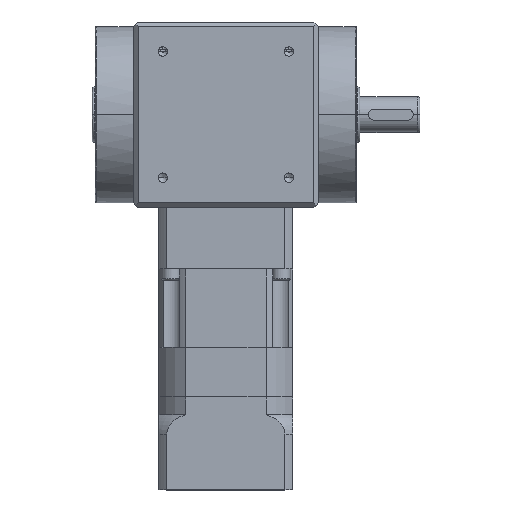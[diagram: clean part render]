
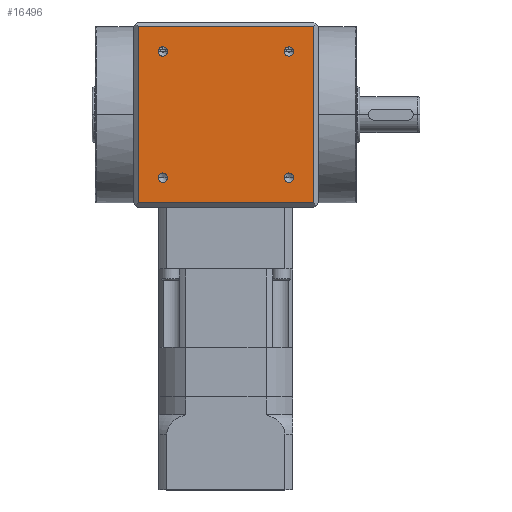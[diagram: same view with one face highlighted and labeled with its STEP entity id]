
A CAD part, top view. The second image highlights one B-rep face of the part: STEP entity #16496.
In plain terms, the highlighted planar face has unit normal (0, 0, 1).
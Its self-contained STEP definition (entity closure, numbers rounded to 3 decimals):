
#261 = CARTESIAN_POINT ( 'NONE',  ( -39.292, 177.2, 41.5 ) ) ;
#489 = CARTESIAN_POINT ( 'NONE',  ( -28.284, 166.084, 41.5 ) ) ;
#505 = VECTOR ( 'NONE', #6804, 1000. ) ;
#550 = AXIS2_PLACEMENT_3D ( 'NONE', #15693, #5082, #17487 ) ;
#742 = EDGE_CURVE ( 'NONE', #16118, #7885, #3293, .T. ) ;
#971 = FACE_BOUND ( 'NONE', #18948, .T. ) ;
#1042 = ORIENTED_EDGE ( 'NONE', *, *, #20577, .F. ) ;
#1619 = LINE ( 'NONE', #12043, #505 ) ;
#1722 = ORIENTED_EDGE ( 'NONE', *, *, #17573, .T. ) ;
#2041 = EDGE_CURVE ( 'NONE', #7885, #14158, #14041, .T. ) ;
#2061 = CARTESIAN_POINT ( 'NONE',  ( -28.284, 105.316, 41.5 ) ) ;
#2277 = ORIENTED_EDGE ( 'NONE', *, *, #15425, .T. ) ;
#2287 = DIRECTION ( 'NONE',  ( 0., 0., -1. ) ) ;
#2423 = DIRECTION ( 'NONE',  ( 1., 0., 0. ) ) ;
#2602 = CIRCLE ( 'NONE', #13079, 2.1 ) ;
#2762 = AXIS2_PLACEMENT_3D ( 'NONE', #20164, #9526, #21937 ) ;
#2849 = ORIENTED_EDGE ( 'NONE', *, *, #20256, .F. ) ;
#2899 = AXIS2_PLACEMENT_3D ( 'NONE', #19117, #8511, #20904 ) ;
#3184 = ORIENTED_EDGE ( 'NONE', *, *, #18449, .F. ) ;
#3237 = DIRECTION ( 'NONE',  ( 0., 0., -1. ) ) ;
#3293 = LINE ( 'NONE', #261, #16861 ) ;
#3318 = ORIENTED_EDGE ( 'NONE', *, *, #17069, .F. ) ;
#4243 = CIRCLE ( 'NONE', #550, 2.1 ) ;
#4603 = EDGE_LOOP ( 'NONE', ( #1042, #12154 ) ) ;
#4652 = VECTOR ( 'NONE', #2423, 1000. ) ;
#4670 = DIRECTION ( 'NONE',  ( 0., 1., 0. ) ) ;
#5064 = CIRCLE ( 'NONE', #2899, 2.1 ) ;
#5074 = FACE_BOUND ( 'NONE', #4603, .T. ) ;
#5082 = DIRECTION ( 'NONE',  ( 0., 0., 1. ) ) ;
#5126 = EDGE_LOOP ( 'NONE', ( #13758, #13926 ) ) ;
#5179 = AXIS2_PLACEMENT_3D ( 'NONE', #16419, #5809, #18172 ) ;
#5265 = LINE ( 'NONE', #5893, #9414 ) ;
#5269 = CARTESIAN_POINT ( 'NONE',  ( 28.284, 161.884, 41.5 ) ) ;
#5642 = VERTEX_POINT ( 'NONE', #12250 ) ;
#5809 = DIRECTION ( 'NONE',  ( 0., 0., 1. ) ) ;
#5893 = CARTESIAN_POINT ( 'NONE',  ( 39.292, 0., 41.5 ) ) ;
#6804 = DIRECTION ( 'NONE',  ( -1., 0., 0. ) ) ;
#7053 = VERTEX_POINT ( 'NONE', #13091 ) ;
#7079 = ORIENTED_EDGE ( 'NONE', *, *, #19532, .F. ) ;
#7173 = DIRECTION ( 'NONE',  ( 0., 0., 1. ) ) ;
#7332 = VERTEX_POINT ( 'NONE', #2061 ) ;
#7378 = EDGE_CURVE ( 'NONE', #7053, #8770, #17929, .T. ) ;
#7512 = CARTESIAN_POINT ( 'NONE',  ( -39.292, 175.2, 41.5 ) ) ;
#7793 = AXIS2_PLACEMENT_3D ( 'NONE', #13262, #10039, #22436 ) ;
#7885 = VERTEX_POINT ( 'NONE', #7512 ) ;
#7886 = EDGE_CURVE ( 'NONE', #8387, #20269, #11519, .T. ) ;
#8289 = DIRECTION ( 'NONE',  ( 0., 0., 1. ) ) ;
#8387 = VERTEX_POINT ( 'NONE', #18291 ) ;
#8511 = DIRECTION ( 'NONE',  ( 0., 0., -1. ) ) ;
#8770 = VERTEX_POINT ( 'NONE', #5269 ) ;
#8908 = CARTESIAN_POINT ( 'NONE',  ( 28.284, 105.316, 41.5 ) ) ;
#9235 = FACE_BOUND ( 'NONE', #11520, .T. ) ;
#9414 = VECTOR ( 'NONE', #20055, 1000. ) ;
#9526 = DIRECTION ( 'NONE',  ( 0., 0., -1. ) ) ;
#10039 = DIRECTION ( 'NONE',  ( 0., 0., -1. ) ) ;
#10427 = VERTEX_POINT ( 'NONE', #11411 ) ;
#11411 = CARTESIAN_POINT ( 'NONE',  ( 39.292, 96.2, 41.5 ) ) ;
#11519 = CIRCLE ( 'NONE', #5179, 2.1 ) ;
#11520 = EDGE_LOOP ( 'NONE', ( #2277, #1722 ) ) ;
#12043 = CARTESIAN_POINT ( 'NONE',  ( -41.5, 96.2, 41.5 ) ) ;
#12111 = VERTEX_POINT ( 'NONE', #14013 ) ;
#12154 = ORIENTED_EDGE ( 'NONE', *, *, #7886, .F. ) ;
#12250 = CARTESIAN_POINT ( 'NONE',  ( -28.284, 161.884, 41.5 ) ) ;
#12707 = ORIENTED_EDGE ( 'NONE', *, *, #2041, .F. ) ;
#12853 = CARTESIAN_POINT ( 'NONE',  ( 28.284, 163.984, 41.5 ) ) ;
#13065 = ORIENTED_EDGE ( 'NONE', *, *, #742, .F. ) ;
#13079 = AXIS2_PLACEMENT_3D ( 'NONE', #13785, #3237, #15579 ) ;
#13091 = CARTESIAN_POINT ( 'NONE',  ( 28.284, 166.084, 41.5 ) ) ;
#13262 = CARTESIAN_POINT ( 'NONE',  ( -41.5, 177.2, 41.5 ) ) ;
#13758 = ORIENTED_EDGE ( 'NONE', *, *, #17901, .T. ) ;
#13785 = CARTESIAN_POINT ( 'NONE',  ( -28.284, 163.984, 41.5 ) ) ;
#13924 = FACE_BOUND ( 'NONE', #5126, .T. ) ;
#13926 = ORIENTED_EDGE ( 'NONE', *, *, #7378, .T. ) ;
#13968 = CARTESIAN_POINT ( 'NONE',  ( -39.292, 96.2, 41.5 ) ) ;
#14013 = CARTESIAN_POINT ( 'NONE',  ( -28.284, 109.516, 41.5 ) ) ;
#14041 = LINE ( 'NONE', #21895, #4652 ) ;
#14158 = VERTEX_POINT ( 'NONE', #21371 ) ;
#14639 = DIRECTION ( 'NONE',  ( 0., -1., 0. ) ) ;
#15234 = CIRCLE ( 'NONE', #19994, 2.1 ) ;
#15425 = EDGE_CURVE ( 'NONE', #5642, #18417, #5064, .T. ) ;
#15579 = DIRECTION ( 'NONE',  ( 0., -1., 0. ) ) ;
#15693 = CARTESIAN_POINT ( 'NONE',  ( -28.284, 107.416, 41.5 ) ) ;
#16118 = VERTEX_POINT ( 'NONE', #13968 ) ;
#16419 = CARTESIAN_POINT ( 'NONE',  ( 28.284, 107.416, 41.5 ) ) ;
#16496 = ADVANCED_FACE ( 'NONE', ( #18653, #971, #5074, #13924, #9235 ), #22044, .F. ) ;
#16687 = CIRCLE ( 'NONE', #2762, 2.1 ) ;
#16746 = AXIS2_PLACEMENT_3D ( 'NONE', #18880, #8289, #20669 ) ;
#16861 = VECTOR ( 'NONE', #4670, 1000. ) ;
#17069 = EDGE_CURVE ( 'NONE', #7332, #12111, #4243, .T. ) ;
#17487 = DIRECTION ( 'NONE',  ( 0., -1., 0. ) ) ;
#17573 = EDGE_CURVE ( 'NONE', #18417, #5642, #2602, .T. ) ;
#17756 = CARTESIAN_POINT ( 'NONE',  ( -28.284, 107.416, 41.5 ) ) ;
#17865 = EDGE_LOOP ( 'NONE', ( #7079, #3184, #12707, #13065 ) ) ;
#17901 = EDGE_CURVE ( 'NONE', #8770, #7053, #16687, .T. ) ;
#17929 = CIRCLE ( 'NONE', #18806, 2.1 ) ;
#18172 = DIRECTION ( 'NONE',  ( 0., -1., 0. ) ) ;
#18291 = CARTESIAN_POINT ( 'NONE',  ( 28.284, 109.516, 41.5 ) ) ;
#18417 = VERTEX_POINT ( 'NONE', #489 ) ;
#18449 = EDGE_CURVE ( 'NONE', #14158, #10427, #5265, .T. ) ;
#18653 = FACE_OUTER_BOUND ( 'NONE', #17865, .T. ) ;
#18806 = AXIS2_PLACEMENT_3D ( 'NONE', #12853, #2287, #14639 ) ;
#18880 = CARTESIAN_POINT ( 'NONE',  ( 28.284, 107.416, 41.5 ) ) ;
#18948 = EDGE_LOOP ( 'NONE', ( #3318, #2849 ) ) ;
#19117 = CARTESIAN_POINT ( 'NONE',  ( -28.284, 163.984, 41.5 ) ) ;
#19532 = EDGE_CURVE ( 'NONE', #10427, #16118, #1619, .T. ) ;
#19539 = DIRECTION ( 'NONE',  ( 0., -1., 0. ) ) ;
#19994 = AXIS2_PLACEMENT_3D ( 'NONE', #17756, #7173, #19539 ) ;
#20055 = DIRECTION ( 'NONE',  ( 0., -1., 0. ) ) ;
#20164 = CARTESIAN_POINT ( 'NONE',  ( 28.284, 163.984, 41.5 ) ) ;
#20256 = EDGE_CURVE ( 'NONE', #12111, #7332, #15234, .T. ) ;
#20269 = VERTEX_POINT ( 'NONE', #8908 ) ;
#20577 = EDGE_CURVE ( 'NONE', #20269, #8387, #21598, .T. ) ;
#20669 = DIRECTION ( 'NONE',  ( 0., -1., 0. ) ) ;
#20904 = DIRECTION ( 'NONE',  ( 0., -1., 0. ) ) ;
#21371 = CARTESIAN_POINT ( 'NONE',  ( 39.292, 175.2, 41.5 ) ) ;
#21598 = CIRCLE ( 'NONE', #16746, 2.1 ) ;
#21895 = CARTESIAN_POINT ( 'NONE',  ( 0., 175.2, 41.5 ) ) ;
#21937 = DIRECTION ( 'NONE',  ( 0., -1., 0. ) ) ;
#22044 = PLANE ( 'NONE',  #7793 ) ;
#22436 = DIRECTION ( 'NONE',  ( 0., 1., 0. ) ) ;
